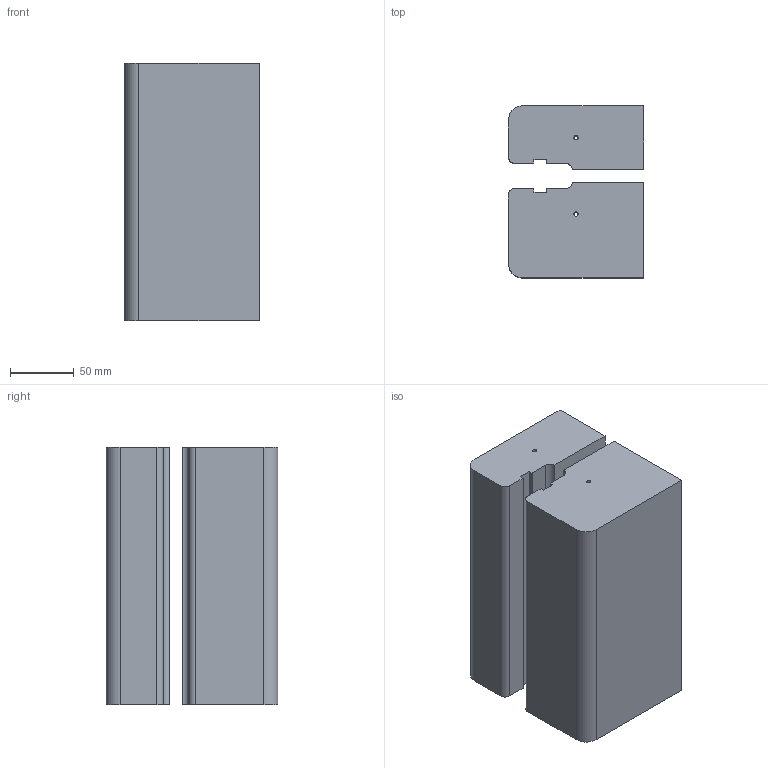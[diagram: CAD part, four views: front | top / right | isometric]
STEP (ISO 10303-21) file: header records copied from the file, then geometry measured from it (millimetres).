
FILE_DESCRIPTION(/* description */ ('STEP AP242','CAx-IF Rec.Pracs.---Representation and Presentation of Product Manufacturing Information (PMI)---4.0---2014-10-13','CAx-IF Rec.Pracs.---3D Tessellated Geometry---0.4---2014-09-14','2;1'),/* implementation_level */ '2;1');
FILE_NAME(/* name */ '688db1e725b23a519674b713',/* time_stamp */ '2025-08-02T06:36:23Z',/* author */ (''),/* organization */ (''),/* preprocessor_version */ 'ST-DEVELOPER v20',/* originating_system */ 'ONSHAPE BY PTC INC, 1.201',/* authorisation */ ' ');
FILE_SCHEMA (('AP242_MANAGED_MODEL_BASED_3D_ENGINEERING_MIM_LF { 1 0 10303 442 1 1 4 }'));
Length unit declared in the file: metre
Products named in the file (2): Horizontal Up; Horizontal Down
Bounding box: 106 x 135 x 202 mm (x, y, z)
Volume: 771029 mm3; surface area: 247306.9 mm2
Topology: 2 solids, 2 shells, 62 faces, 162 edges, 104 vertices
Faces by surface type: plane 32, cylinder 30
Full cylindrical faces by diameter (mm): 3.3 x6, 30 x4
Entity records: 1863 total; most frequent: DIRECTION 320, CARTESIAN_POINT 304, ORIENTED_EDGE 288, EDGE_CURVE 144, AXIS2_PLACEMENT_3D 112, VERTEX_POINT 96, LINE 96, VECTOR 96
